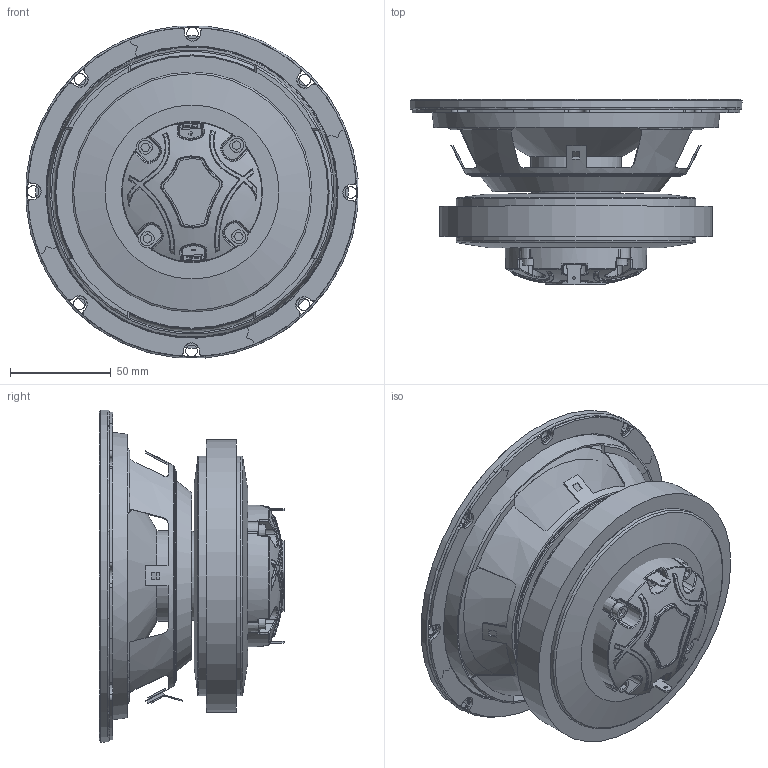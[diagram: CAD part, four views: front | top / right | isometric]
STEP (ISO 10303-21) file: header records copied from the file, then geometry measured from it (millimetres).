
FILE_DESCRIPTION (( 'STEP AP203' ), '1' );
FILE_NAME ('361B 3D.STEP', '2023-05-17T07:39:24', ( '' ), ( '' ), 'SwSTEP 2.0', 'SolidWorks 2020', '' );
FILE_SCHEMA (( 'CONFIG_CONTROL_DESIGN' ));
Length unit declared in the file: millimetre
Products named in the file (1): 361B 3D
Bounding box: 164.62 x 91.8 x 164.62 mm (x, y, z)
Surface area: 164969.2 mm2 (no closed solid volume)
Topology: 0 solids, 35 shells, 801 faces, 11182 edges, 10361 vertices
Faces by surface type: plane 355, bspline 209, cylinder 171, cone 43, torus 23
Full cylindrical faces by diameter (mm): 1.6 x2, 5.7 x8, 42.24 x1, 44.19 x1, 44.81 x1, 103.21 x1, 119 x2, 135 x1, 155 x1, 163.6 x1, 165.2 x1
Entity records: 110195 total; most frequent: CARTESIAN_POINT 33952, DIRECTION 12553, ORIENTED_EDGE 12547, EDGE_CURVE 11101, VERTEX_POINT 10340, VECTOR 9741, LINE 9741, EDGE_LOOP 2983
